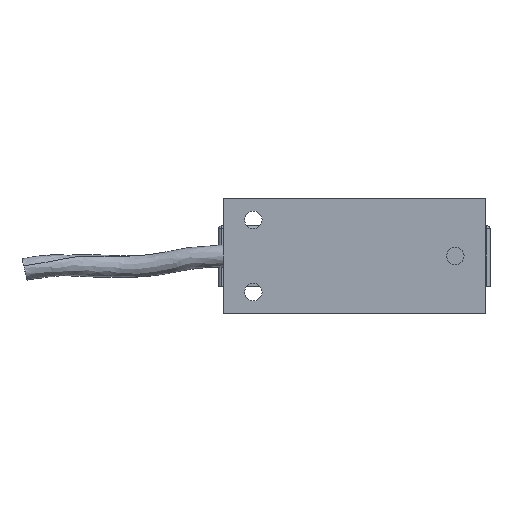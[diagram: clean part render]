
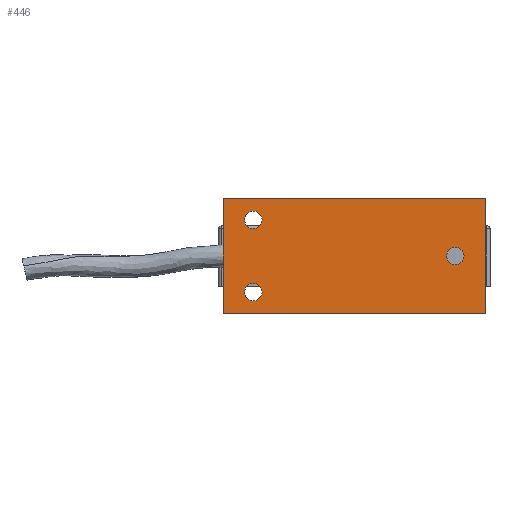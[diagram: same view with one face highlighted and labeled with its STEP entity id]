
A CAD part, front view. The second image highlights one B-rep face of the part: STEP entity #446.
In plain terms, the highlighted planar face has unit normal (0, -1, 0).
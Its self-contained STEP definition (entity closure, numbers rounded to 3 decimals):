
#39 = CARTESIAN_POINT ( 'NONE',  ( 43.5, -6., 19. ) ) ;
#54 = VERTEX_POINT ( 'NONE', #1181 ) ;
#169 = DIRECTION ( 'NONE',  ( 0., 0., 1. ) ) ;
#217 = VERTEX_POINT ( 'NONE', #1959 ) ;
#239 = DIRECTION ( 'NONE',  ( 0., 0., 1. ) ) ;
#322 = CARTESIAN_POINT ( 'NONE',  ( 33.5, -6., 9.1 ) ) ;
#334 = VERTEX_POINT ( 'NONE', #1042 ) ;
#335 = VECTOR ( 'NONE', #1216, 1000. ) ;
#340 = DIRECTION ( 'NONE',  ( 0., 0., -1. ) ) ;
#349 = VERTEX_POINT ( 'NONE', #2283 ) ;
#363 = LINE ( 'NONE', #1081, #1132 ) ;
#391 = EDGE_CURVE ( 'NONE', #349, #1284, #849, .T. ) ;
#432 = CARTESIAN_POINT ( 'NONE',  ( 33.5, -6., -9.1 ) ) ;
#446 = ADVANCED_FACE ( 'NONE', ( #1008, #471, #1536, #1188 ), #1894, .F. ) ;
#447 = CARTESIAN_POINT ( 'NONE',  ( 43.5, -6., 19. ) ) ;
#454 = AXIS2_PLACEMENT_3D ( 'NONE', #733, #1437, #1101 ) ;
#471 = FACE_BOUND ( 'NONE', #2049, .T. ) ;
#583 = DIRECTION ( 'NONE',  ( 0., 0., 1. ) ) ;
#585 = ORIENTED_EDGE ( 'NONE', *, *, #1051, .T. ) ;
#633 = CARTESIAN_POINT ( 'NONE',  ( 33.5, -6., -14.9 ) ) ;
#642 = VERTEX_POINT ( 'NONE', #633 ) ;
#647 = CARTESIAN_POINT ( 'NONE',  ( -33.5, -6., -2.9 ) ) ;
#691 = LINE ( 'NONE', #1560, #869 ) ;
#733 = CARTESIAN_POINT ( 'NONE',  ( 33.5, -6., -12. ) ) ;
#752 = DIRECTION ( 'NONE',  ( -1., 0., 0. ) ) ;
#754 = AXIS2_PLACEMENT_3D ( 'NONE', #893, #1790, #752 ) ;
#760 = AXIS2_PLACEMENT_3D ( 'NONE', #922, #1795, #583 ) ;
#802 = ORIENTED_EDGE ( 'NONE', *, *, #2167, .T. ) ;
#831 = CIRCLE ( 'NONE', #867, 2.9 ) ;
#836 = ORIENTED_EDGE ( 'NONE', *, *, #1167, .T. ) ;
#849 = LINE ( 'NONE', #1743, #335 ) ;
#867 = AXIS2_PLACEMENT_3D ( 'NONE', #1597, #1227, #1422 ) ;
#869 = VECTOR ( 'NONE', #340, 1000. ) ;
#889 = ORIENTED_EDGE ( 'NONE', *, *, #1385, .T. ) ;
#893 = CARTESIAN_POINT ( 'NONE',  ( 43.5, -6., 19. ) ) ;
#912 = CIRCLE ( 'NONE', #1325, 2.9 ) ;
#917 = ORIENTED_EDGE ( 'NONE', *, *, #391, .T. ) ;
#922 = CARTESIAN_POINT ( 'NONE',  ( -33.5, -6., 0. ) ) ;
#946 = CIRCLE ( 'NONE', #454, 2.9 ) ;
#982 = VERTEX_POINT ( 'NONE', #322 ) ;
#1008 = FACE_BOUND ( 'NONE', #1655, .T. ) ;
#1024 = EDGE_CURVE ( 'NONE', #334, #982, #1871, .T. ) ;
#1042 = CARTESIAN_POINT ( 'NONE',  ( 33.5, -6., 14.9 ) ) ;
#1051 = EDGE_CURVE ( 'NONE', #2193, #217, #831, .T. ) ;
#1056 = VECTOR ( 'NONE', #1356, 1000. ) ;
#1065 = EDGE_LOOP ( 'NONE', ( #917, #1130, #1517, #1400 ) ) ;
#1081 = CARTESIAN_POINT ( 'NONE',  ( 43.5, -6., 19. ) ) ;
#1101 = DIRECTION ( 'NONE',  ( 0., 0., 1. ) ) ;
#1130 = ORIENTED_EDGE ( 'NONE', *, *, #1604, .F. ) ;
#1132 = VECTOR ( 'NONE', #1288, 1000. ) ;
#1167 = EDGE_CURVE ( 'NONE', #642, #2300, #946, .T. ) ;
#1181 = CARTESIAN_POINT ( 'NONE',  ( -43.5, -6., 19. ) ) ;
#1188 = FACE_OUTER_BOUND ( 'NONE', #1065, .T. ) ;
#1216 = DIRECTION ( 'NONE',  ( 1., 0., 0. ) ) ;
#1223 = EDGE_CURVE ( 'NONE', #217, #2193, #1652, .T. ) ;
#1227 = DIRECTION ( 'NONE',  ( 0., 1., 0. ) ) ;
#1284 = VERTEX_POINT ( 'NONE', #1784 ) ;
#1288 = DIRECTION ( 'NONE',  ( 0., 0., -1. ) ) ;
#1325 = AXIS2_PLACEMENT_3D ( 'NONE', #1893, #1778, #169 ) ;
#1353 = EDGE_CURVE ( 'NONE', #54, #2292, #1710, .T. ) ;
#1356 = DIRECTION ( 'NONE',  ( 1., 0., 0. ) ) ;
#1368 = CARTESIAN_POINT ( 'NONE',  ( 33.5, -6., 12. ) ) ;
#1385 = EDGE_CURVE ( 'NONE', #982, #334, #2250, .T. ) ;
#1400 = ORIENTED_EDGE ( 'NONE', *, *, #1469, .T. ) ;
#1422 = DIRECTION ( 'NONE',  ( 0., 0., 1. ) ) ;
#1437 = DIRECTION ( 'NONE',  ( 0., 1., 0. ) ) ;
#1469 = EDGE_CURVE ( 'NONE', #54, #349, #691, .T. ) ;
#1498 = AXIS2_PLACEMENT_3D ( 'NONE', #1958, #2109, #1771 ) ;
#1517 = ORIENTED_EDGE ( 'NONE', *, *, #1353, .F. ) ;
#1536 = FACE_BOUND ( 'NONE', #1847, .T. ) ;
#1537 = DIRECTION ( 'NONE',  ( 0., 1., 0. ) ) ;
#1560 = CARTESIAN_POINT ( 'NONE',  ( -43.5, -6., 19. ) ) ;
#1567 = ORIENTED_EDGE ( 'NONE', *, *, #1024, .T. ) ;
#1597 = CARTESIAN_POINT ( 'NONE',  ( -33.5, -6., 0. ) ) ;
#1604 = EDGE_CURVE ( 'NONE', #2292, #1284, #363, .T. ) ;
#1652 = CIRCLE ( 'NONE', #760, 2.9 ) ;
#1655 = EDGE_LOOP ( 'NONE', ( #1788, #585 ) ) ;
#1710 = LINE ( 'NONE', #447, #1056 ) ;
#1743 = CARTESIAN_POINT ( 'NONE',  ( 43.5, -6., -19. ) ) ;
#1771 = DIRECTION ( 'NONE',  ( 0., 0., 1. ) ) ;
#1778 = DIRECTION ( 'NONE',  ( 0., 1., 0. ) ) ;
#1784 = CARTESIAN_POINT ( 'NONE',  ( 43.5, -6., -19. ) ) ;
#1788 = ORIENTED_EDGE ( 'NONE', *, *, #1223, .T. ) ;
#1790 = DIRECTION ( 'NONE',  ( 0., 1., 0. ) ) ;
#1795 = DIRECTION ( 'NONE',  ( 0., 1., 0. ) ) ;
#1847 = EDGE_LOOP ( 'NONE', ( #1567, #889 ) ) ;
#1871 = CIRCLE ( 'NONE', #1498, 2.9 ) ;
#1893 = CARTESIAN_POINT ( 'NONE',  ( 33.5, -6., -12. ) ) ;
#1894 = PLANE ( 'NONE',  #754 ) ;
#1948 = AXIS2_PLACEMENT_3D ( 'NONE', #1368, #1537, #239 ) ;
#1958 = CARTESIAN_POINT ( 'NONE',  ( 33.5, -6., 12. ) ) ;
#1959 = CARTESIAN_POINT ( 'NONE',  ( -33.5, -6., 2.9 ) ) ;
#2049 = EDGE_LOOP ( 'NONE', ( #802, #836 ) ) ;
#2109 = DIRECTION ( 'NONE',  ( 0., 1., 0. ) ) ;
#2167 = EDGE_CURVE ( 'NONE', #2300, #642, #912, .T. ) ;
#2193 = VERTEX_POINT ( 'NONE', #647 ) ;
#2250 = CIRCLE ( 'NONE', #1948, 2.9 ) ;
#2283 = CARTESIAN_POINT ( 'NONE',  ( -43.5, -6., -19. ) ) ;
#2292 = VERTEX_POINT ( 'NONE', #39 ) ;
#2300 = VERTEX_POINT ( 'NONE', #432 ) ;
